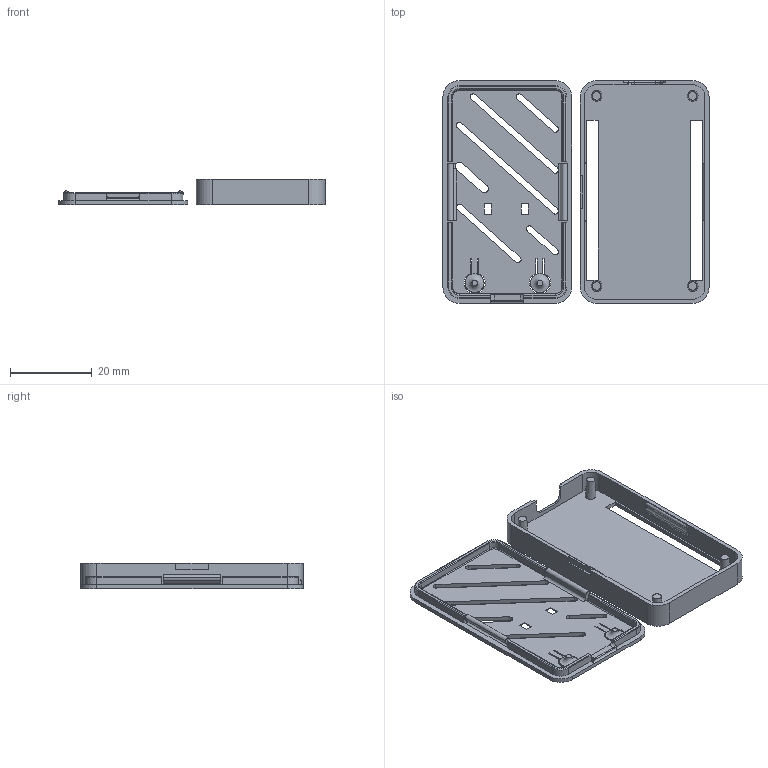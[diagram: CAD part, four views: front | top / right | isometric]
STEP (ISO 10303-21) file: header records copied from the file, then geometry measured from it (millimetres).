
FILE_DESCRIPTION( ( '' ), ' ' );
FILE_NAME( '5e2bc3bef368ec15692c48ff.step', '2020-01-25T04:27:42', ( '' ), ( '' ), ' ', ' ', ' ' );
FILE_SCHEMA( ( 'AUTOMOTIVE_DESIGN { 1 0 10303 214 1 1 1 1 }' ) );
Length unit declared in the file: metre
Products named in the file (2): Base; Lid
Bounding box: 65.1 x 54.5 x 6.25 mm (x, y, z)
Volume: 4211.3 mm3; surface area: 9198 mm2
Topology: 2 solids, 2 shells, 242 faces, 636 edges, 410 vertices
Faces by surface type: plane 127, cylinder 88, torus 20, cone 4, bspline 3
Entity records: 9667 total; most frequent: CARTESIAN_POINT 1579, DIRECTION 1291, ORIENTED_EDGE 1260, EDGE_CURVE 630, AXIS2_PLACEMENT_3D 439, LINE 413, VECTOR 413, VERTEX_POINT 410
